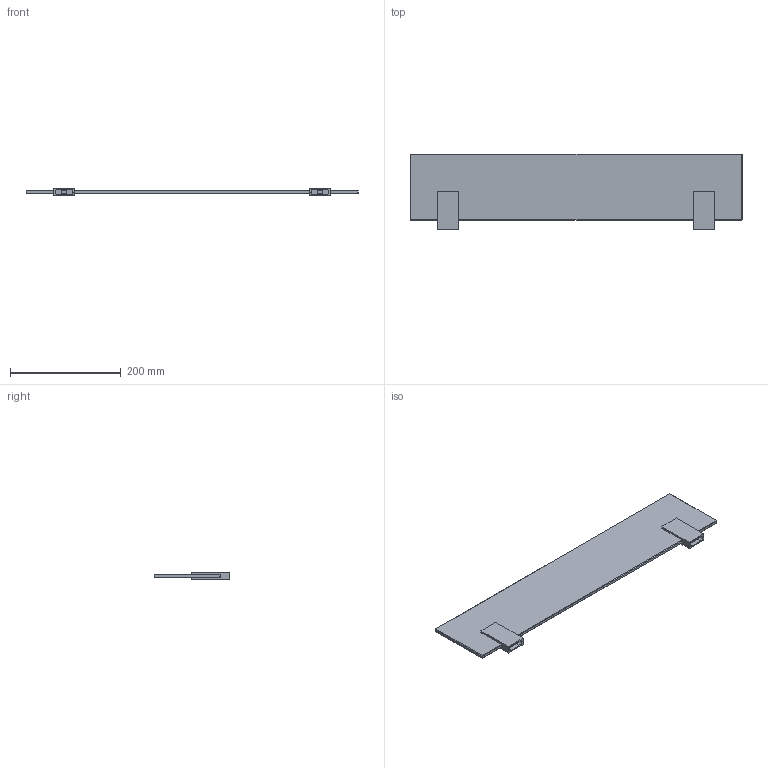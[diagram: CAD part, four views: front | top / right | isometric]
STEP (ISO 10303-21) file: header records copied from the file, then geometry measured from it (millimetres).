
FILE_DESCRIPTION (( 'STEP AP203' ), '1' );
FILE_NAME ('0940.STEP', '2021-01-22T05:46:51', ( '' ), ( '' ), 'SwSTEP 2.0', 'SolidWorks 2021', '' );
FILE_SCHEMA (( 'CONFIG_CONTROL_DESIGN' ));
Length unit declared in the file: millimetre
Products named in the file (3): 6L40-01; 0940; 6L40-02 - Sklo
Assembly tree (3 placements, depth 2):
  0940
    6L40-01  x2
    6L40-02 - Sklo
Bounding box: 600 x 137 x 14 mm (x, y, z)
Volume: 472455.2 mm3; surface area: 175875.7 mm2
Topology: 3 solids, 3 shells, 76 faces, 182 edges, 108 vertices
Faces by surface type: plane 60, cylinder 16
Entity records: 1770 total; most frequent: CARTESIAN_POINT 296, DIRECTION 243, ORIENTED_EDGE 230, EDGE_CURVE 115, LINE 93, VECTOR 93, AXIS2_PLACEMENT_3D 75, VERTEX_POINT 66
